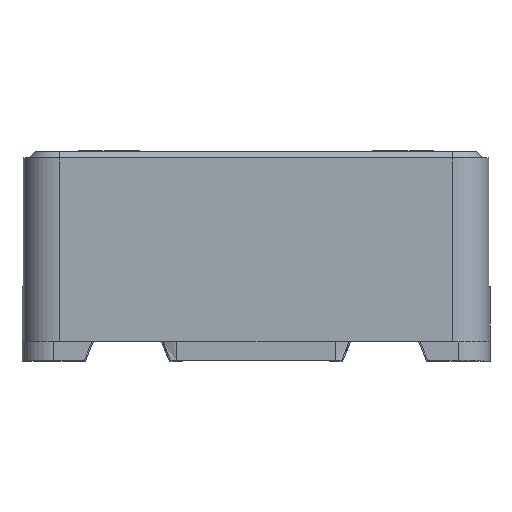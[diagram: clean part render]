
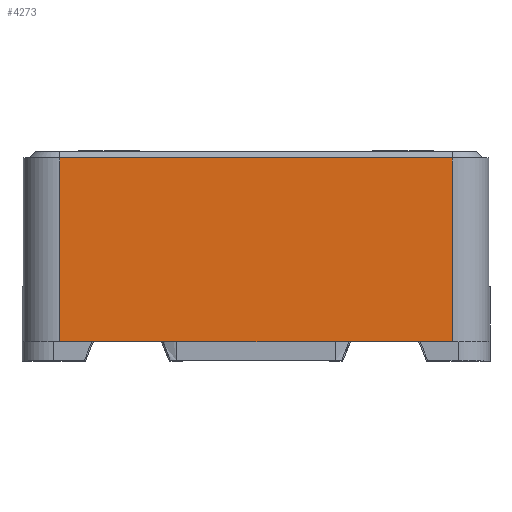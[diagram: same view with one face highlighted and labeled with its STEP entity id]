
A CAD part, front view. The second image highlights one B-rep face of the part: STEP entity #4273.
In plain terms, the highlighted free-form (B-spline) face has degree [1, 1] with [2, 2] control points.
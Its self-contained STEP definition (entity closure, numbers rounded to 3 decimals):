
#4238=CARTESIAN_POINT('',(-1.9,-1.9,0.));
#4239=CARTESIAN_POINT('',(-1.9,-1.9,-1.55));
#4240=CARTESIAN_POINT('',(1.9,-1.9,0.));
#4241=CARTESIAN_POINT('',(1.9,-1.9,-1.55));
#4242=B_SPLINE_SURFACE_WITH_KNOTS('',1,1,((#4238,#4239),(#4240,#4241)),.PLANE_SURF.,.F.,.F.,.U.,(2,2),(2,2),(0.,1.),(0.,1.),.UNSPECIFIED.);
#4243=CARTESIAN_POINT('',(-1.6,-1.9,-1.55));
#4244=VERTEX_POINT('',#4243);
#4245=CARTESIAN_POINT('',(1.6,-1.9,-1.55));
#4246=VERTEX_POINT('',#4245);
#4247=CARTESIAN_POINT('',(-1.6,-1.9,-1.55));
#4248=CARTESIAN_POINT('',(1.6,-1.9,-1.55));
#4249=B_SPLINE_CURVE_WITH_KNOTS('',1,(#4247,#4248),.POLYLINE_FORM.,.F.,.U.,(2,2),(0.079,0.921),.UNSPECIFIED.);
#4250=EDGE_CURVE('',#4244,#4246,#4249,.T.);
#4251=ORIENTED_EDGE('',*,*,#4250,.F.);
#4252=CARTESIAN_POINT('',(-1.6,-1.9,-0.05));
#4253=VERTEX_POINT('',#4252);
#4254=CARTESIAN_POINT('',(-1.6,-1.9,-0.05));
#4255=CARTESIAN_POINT('',(-1.6,-1.9,-1.55));
#4256=B_SPLINE_CURVE_WITH_KNOTS('',1,(#4254,#4255),.POLYLINE_FORM.,.F.,.U.,(2,2),(0.032,1.),.UNSPECIFIED.);
#4257=EDGE_CURVE('',#4253,#4244,#4256,.T.);
#4258=ORIENTED_EDGE('',*,*,#4257,.F.);
#4259=CARTESIAN_POINT('',(1.6,-1.9,-0.05));
#4260=VERTEX_POINT('',#4259);
#4261=CARTESIAN_POINT('',(-1.6,-1.9,-0.05));
#4262=CARTESIAN_POINT('',(1.6,-1.9,-0.05));
#4263=B_SPLINE_CURVE_WITH_KNOTS('',1,(#4261,#4262),.POLYLINE_FORM.,.F.,.U.,(2,2),(0.,1.),.UNSPECIFIED.);
#4264=EDGE_CURVE('',#4253,#4260,#4263,.T.);
#4265=ORIENTED_EDGE('',*,*,#4264,.T.);
#4266=CARTESIAN_POINT('',(1.6,-1.9,-0.05));
#4267=CARTESIAN_POINT('',(1.6,-1.9,-1.55));
#4268=B_SPLINE_CURVE_WITH_KNOTS('',1,(#4266,#4267),.POLYLINE_FORM.,.F.,.U.,(2,2),(0.032,1.),.UNSPECIFIED.);
#4269=EDGE_CURVE('',#4260,#4246,#4268,.T.);
#4270=ORIENTED_EDGE('',*,*,#4269,.T.);
#4271=EDGE_LOOP('',(#4251,#4258,#4265,#4270));
#4272=FACE_OUTER_BOUND('',#4271,.F.);
#4273=ADVANCED_FACE('',(#4272),#4242,.F.);
